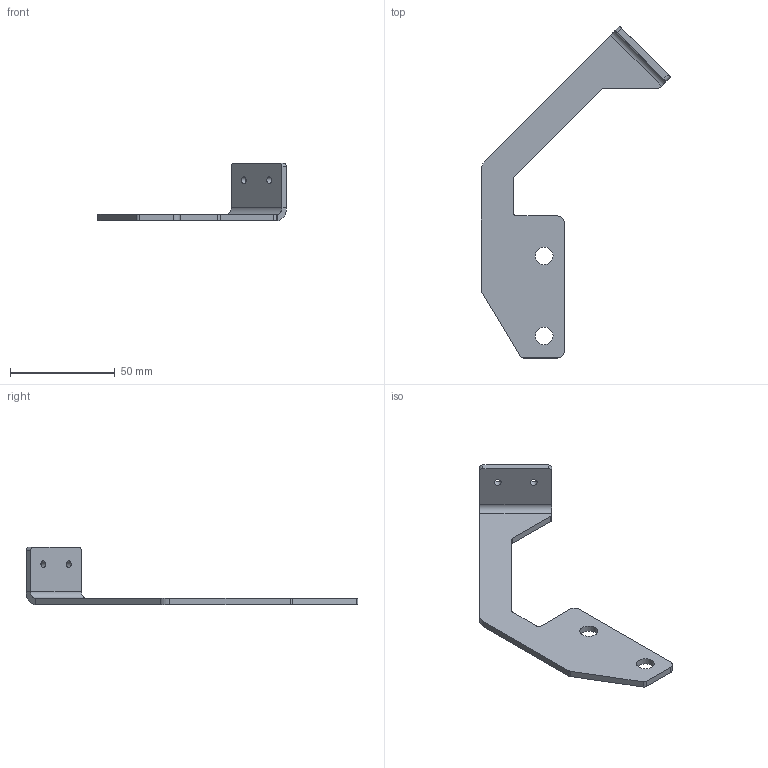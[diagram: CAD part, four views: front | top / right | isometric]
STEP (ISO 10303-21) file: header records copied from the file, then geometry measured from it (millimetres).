
FILE_DESCRIPTION(/* description */ (''),/* implementation_level */ '2;1');
FILE_NAME(/* name */ '51015 NP2 CABLE TRELLIS ARC MOUNT Mx00.stp',/* time_stamp */ '2022-10-22T12:47:00-04:00',/* author */ ('jonba'),/* organization */ (''),/* preprocessor_version */ 'ST-DEVELOPER v18.1',/* originating_system */ 'Autodesk Inventor 2022',/* authorisation */ '');
FILE_SCHEMA (('AUTOMOTIVE_DESIGN { 1 0 10303 214 3 1 1 }'));
Length unit declared in the file: inch
Products named in the file (1): 51015
Bounding box: 90.03 x 158.08 x 27.3 mm (x, y, z)
Volume: 15287.5 mm3; surface area: 11745.5 mm2
Topology: 1 solids, 1 shells, 36 faces, 94 edges, 60 vertices
Faces by surface type: plane 19, cylinder 17
Full cylindrical faces by diameter (mm): 3.242 x2, 8.433 x2
Entity records: 1167 total; most frequent: DIRECTION 202, CARTESIAN_POINT 191, ORIENTED_EDGE 188, EDGE_CURVE 94, AXIS2_PLACEMENT_3D 71, LINE 60, VECTOR 60, VERTEX_POINT 60
